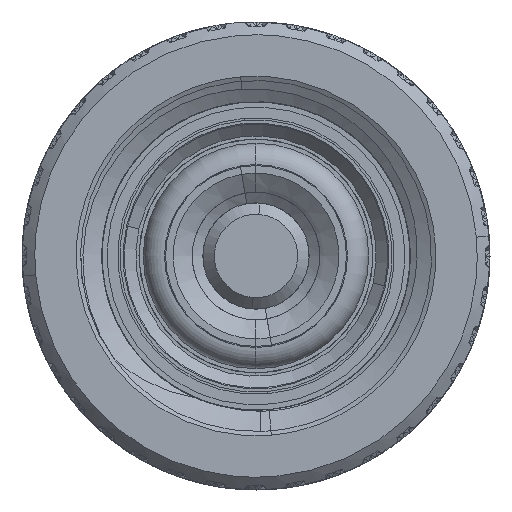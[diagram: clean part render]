
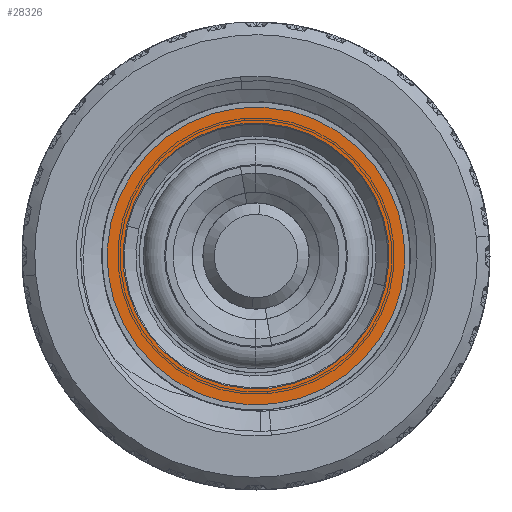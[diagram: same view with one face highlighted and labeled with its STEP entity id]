
A CAD part, left-side view. The second image highlights one B-rep face of the part: STEP entity #28326.
In plain terms, the highlighted planar face has unit normal (-1, 0, 0).
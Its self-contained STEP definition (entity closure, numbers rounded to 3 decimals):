
#1341 = CARTESIAN_POINT ( 'NONE',  ( -9.473, 0., 0. ) ) ;
#1470 = AXIS2_PLACEMENT_3D ( 'NONE', #78454, #22347, #47368 ) ;
#1577 = VERTEX_POINT ( 'NONE', #55693 ) ;
#2198 = VERTEX_POINT ( 'NONE', #22585 ) ;
#2371 = ORIENTED_EDGE ( 'NONE', *, *, #70623, .F. ) ;
#10041 = CIRCLE ( 'NONE', #62314, 3.125 ) ;
#12729 = EDGE_LOOP ( 'NONE', ( #2371, #24465 ) ) ;
#16359 = EDGE_CURVE ( 'NONE', #2198, #22042, #44267, .T. ) ;
#17765 = DIRECTION ( 'NONE',  ( 0., 0., 1. ) ) ;
#18651 = DIRECTION ( 'NONE',  ( -1., 0., 0. ) ) ;
#22042 = VERTEX_POINT ( 'NONE', #42937 ) ;
#22347 = DIRECTION ( 'NONE',  ( -1., 0., 0. ) ) ;
#22585 = CARTESIAN_POINT ( 'NONE',  ( -9.473, 0., 3.5 ) ) ;
#22638 = CIRCLE ( 'NONE', #1470, 3.5 ) ;
#23106 = DIRECTION ( 'NONE',  ( -1., 0., 0. ) ) ;
#24465 = ORIENTED_EDGE ( 'NONE', *, *, #79058, .F. ) ;
#25204 = AXIS2_PLACEMENT_3D ( 'NONE', #37365, #23106, #17765 ) ;
#28326 = ADVANCED_FACE ( 'NONE', ( #41942, #79196 ), #73856, .T. ) ;
#37365 = CARTESIAN_POINT ( 'NONE',  ( -9.473, 3.125, 0. ) ) ;
#39276 = ORIENTED_EDGE ( 'NONE', *, *, #16359, .T. ) ;
#41391 = CARTESIAN_POINT ( 'NONE',  ( -9.473, 0., -3.125 ) ) ;
#41942 = FACE_OUTER_BOUND ( 'NONE', #74315, .T. ) ;
#42937 = CARTESIAN_POINT ( 'NONE',  ( -9.473, 0., -3.5 ) ) ;
#44267 = CIRCLE ( 'NONE', #74291, 3.5 ) ;
#46858 = DIRECTION ( 'NONE',  ( 0., 0., 1. ) ) ;
#47368 = DIRECTION ( 'NONE',  ( 0., 0., 1. ) ) ;
#48284 = DIRECTION ( 'NONE',  ( 0., 0., 1. ) ) ;
#50552 = VERTEX_POINT ( 'NONE', #41391 ) ;
#53720 = ORIENTED_EDGE ( 'NONE', *, *, #56788, .T. ) ;
#55693 = CARTESIAN_POINT ( 'NONE',  ( -9.473, 0., 3.125 ) ) ;
#55893 = CARTESIAN_POINT ( 'NONE',  ( -9.473, 0., 0. ) ) ;
#56788 = EDGE_CURVE ( 'NONE', #22042, #2198, #22638, .T. ) ;
#62314 = AXIS2_PLACEMENT_3D ( 'NONE', #1341, #64825, #46858 ) ;
#64825 = DIRECTION ( 'NONE',  ( -1., 0., 0. ) ) ;
#65538 = CARTESIAN_POINT ( 'NONE',  ( -9.473, 0., 0. ) ) ;
#66892 = CIRCLE ( 'NONE', #77381, 3.125 ) ;
#70623 = EDGE_CURVE ( 'NONE', #1577, #50552, #10041, .T. ) ;
#73856 = PLANE ( 'NONE',  #25204 ) ;
#74291 = AXIS2_PLACEMENT_3D ( 'NONE', #65538, #79760, #48284 ) ;
#74315 = EDGE_LOOP ( 'NONE', ( #39276, #53720 ) ) ;
#75936 = DIRECTION ( 'NONE',  ( 0., 0., 1. ) ) ;
#77381 = AXIS2_PLACEMENT_3D ( 'NONE', #55893, #18651, #75936 ) ;
#78454 = CARTESIAN_POINT ( 'NONE',  ( -9.473, 0., 0. ) ) ;
#79058 = EDGE_CURVE ( 'NONE', #50552, #1577, #66892, .T. ) ;
#79196 = FACE_BOUND ( 'NONE', #12729, .T. ) ;
#79760 = DIRECTION ( 'NONE',  ( -1., 0., 0. ) ) ;
